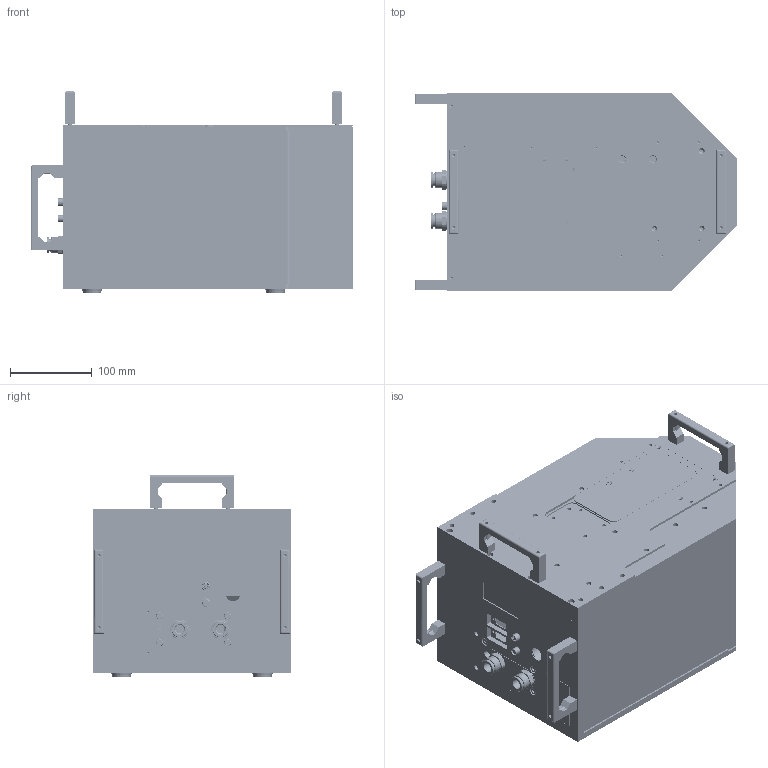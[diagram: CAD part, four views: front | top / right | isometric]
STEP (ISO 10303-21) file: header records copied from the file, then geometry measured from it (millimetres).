
FILE_DESCRIPTION(/* description */ (''),/* implementation_level */ '2;1');
FILE_NAME(/* name */ 'EC-PM',/* time_stamp */ '2015-01-27T09:56:40+01:00',/* author */ (''),/* organization */ (''),/* preprocessor_version */ 'ST-DEVELOPER v15.7',/* originating_system */ 'HiCAD 2014 1902.2 Build 487',/* authorisation */ '');
FILE_SCHEMA (('AUTOMOTIVE_DESIGN { 1 0 10303 214 1 1 1 1 }'));
Products named in the file (140): Root; 026_000X; Gehäuse_Baugruppe; Deckplatte_Baugruppe; HiCADRef:1030033419_EC-PM-DECKPLATTE; HiCADRef:1030135995_KABELBINDERHALTER; HiCADRef:1028779426_PM-ABDECKBLECH; Normteilgruppe _0; ISO 14579-M3x8-A2-70_Zylinderkopfschrauben; HiCADRef:1030046254_EC-PM-LASCHE; ISO 14579-M3x5-A2-70_Zylinderkopfschrauben; ISO 10642-M3x5-A4_Senkschrauben; HiCADRef:1044400054_PM-48-EINSATZ-DECKPLATTE_TEST; Grundplatte_Baugruppe; GUMMIFUß; HiCADRef:1030039668_EC-PM-AUFLAGE-WINKEL; ISO 14579-M3x8-10.9_Zylinderkopfschrauben; Batteriehalter-2-fach; NONE; HiCADRef:1030033024_EC-PM-GRUNDPLATTE; Anschlussfeld_Baugruppe; ISO 14579-M5x10-A2-70_Zylinderkopfschrauben; LED-ROT; LED-GRÜN; Display 2009; HiCADRef:1035119145_PM-48-SCHUTZGLAS; Display; QUADER_1; QUADER_0; NETZSTECKER; 09-3412-00-03; kbor76F8nuhh; HiCADRef:1029959696_PM-48-ANSCHLUßBLOCK; HiCADRef:1030058134_EC-PM-RÜCKWAND-USB; Frontblech_Baugruppe; HiCADRef:1049918637_EC-PM-FRONTBLECH; Shutter_Baugruppe; HiCADRef:1035786339_PM-KULISSE; HiCADRef:1035786136_PM-48-BEFESTIGUNGSWINKEL-KULISS; HiCADRef:1035784281_PM-48-SHUTTER ...
Assembly tree (155 placements, depth 6):
  Root
    026_000X
    Gehäuse_Baugruppe
      Deckplatte_Baugruppe
        HiCADRef:1030033419_EC-PM-DECKPLATTE
        HiCADRef:1030135995_KABELBINDERHALTER  x3
        HiCADRef:1028779426_PM-ABDECKBLECH  x2
        Normteilgruppe _0
          ISO 14579-M3x8-A2-70_Zylinderkopfschrauben
          ISO 14579-M3x8-A2-70_Zylinderkopfschrauben
          ISO 14579-M3x8-A2-70_Zylinderkopfschrauben
          ISO 14579-M3x8-A2-70_Zylinderkopfschrauben
        HiCADRef:1030046254_EC-PM-LASCHE
        Normteilgruppe _0
          ISO 14579-M3x5-A2-70_Zylinderkopfschrauben
          ISO 14579-M3x5-A2-70_Zylinderkopfschrauben
        ISO 10642-M3x5-A4_Senkschrauben
        HiCADRef:1044400054_PM-48-EINSATZ-DECKPLATTE_TEST
      Grundplatte_Baugruppe
        HiCADRef:1028779426_PM-ABDECKBLECH  x2
        GUMMIFUß
        GUMMIFUß
        GUMMIFUß
        GUMMIFUß
        HiCADRef:1030039668_EC-PM-AUFLAGE-WINKEL
        HiCADRef:1030135995_KABELBINDERHALTER  x2
        Normteilgruppe _0
          ISO 14579-M3x8-A2-70_Zylinderkopfschrauben
          ISO 14579-M3x8-A2-70_Zylinderkopfschrauben
          ISO 14579-M3x8-A2-70_Zylinderkopfschrauben
          ISO 14579-M3x8-A2-70_Zylinderkopfschrauben
        Normteilgruppe _0
          ISO 14579-M3x8-10.9_Zylinderkopfschrauben
          ISO 14579-M3x8-10.9_Zylinderkopfschrauben
          ISO 14579-M3x8-10.9_Zylinderkopfschrauben
          ISO 14579-M3x8-10.9_Zylinderkopfschrauben
        Batteriehalter-2-fach
          NONE
          NONE
          NONE
          NONE
          NONE
          NONE
          NONE
          NONE
          NONE
          NONE
          NONE
          NONE
          NONE
          NONE
          NONE
          NONE
          NONE
          NONE
          NONE
          NONE
          NONE
          NONE
          NONE
Bounding box: 394 x 242 x 246 mm (x, y, z)
Volume: 2719997.6 mm3; surface area: 1154979.1 mm2
Topology: 127 solids, 127 shells, 4798 faces, 12304 edges, 8105 vertices
Faces by surface type: plane 2227, cylinder 1865, cone 488, bspline 112, torus 98, sphere 8
Full cylindrical faces by diameter (mm): 1 x4, 1.05 x4, 1.509 x4, 1.778 x4, 1.948 x4, 2 x5, 2.261 x4, 2.362 x4, 2.387 x48, 2.4 x4, 2.489 x10, 2.5 x8, 2.675 x28, 2.718 x4, 3 x114, 3.141 x20, 3.175 x4, 3.2 x12, 3.226 x4, 3.302 x4, 3.4 x48, 3.6 x2, 3.81 x8, 4 x26, 4.48 x4, 4.5 x14, 4.7 x8, 4.773 x2, 4.922 x4, 5 x36
Entity records: 137753 total; most frequent: CARTESIAN_POINT 29604, DIRECTION 23382, ORIENTED_EDGE 20372, EDGE_CURVE 10186, AXIS2_PLACEMENT_3D 9190, VERTEX_POINT 7199, FACE_BOUND 6346, EDGE_LOOP 6254
